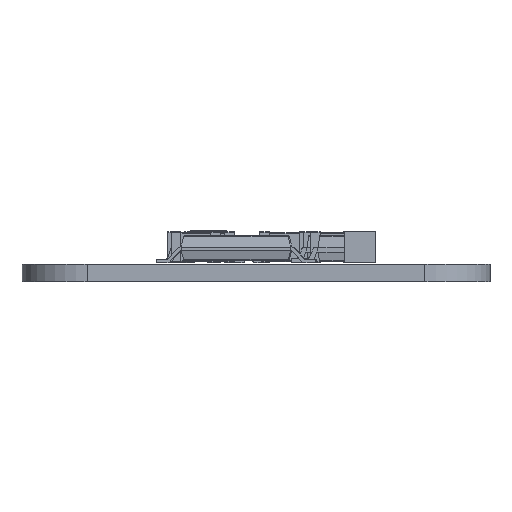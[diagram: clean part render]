
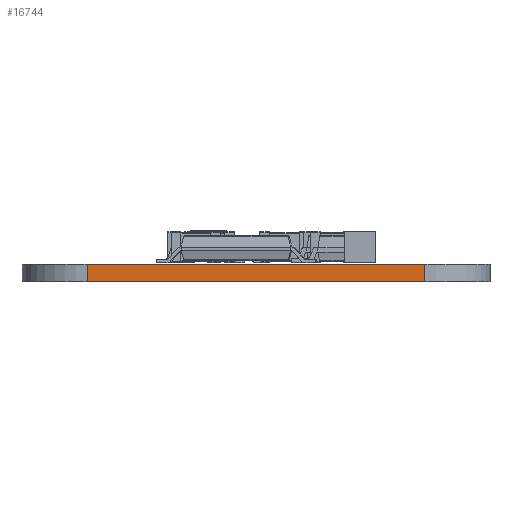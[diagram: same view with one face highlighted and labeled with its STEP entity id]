
A CAD part, front view. The second image highlights one B-rep face of the part: STEP entity #16744.
In plain terms, the highlighted planar face has unit normal (0, -1, 0).
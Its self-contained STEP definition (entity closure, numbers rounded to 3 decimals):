
#16068 = VERTEX_POINT('',#16069);
#16069 = CARTESIAN_POINT('',(0.836,-30.554,0.));
#16076 = EDGE_CURVE('',#16077,#16068,#16079,.T.);
#16077 = VERTEX_POINT('',#16078);
#16078 = CARTESIAN_POINT('',(14.404,-30.554,0.));
#16079 = LINE('',#16080,#16081);
#16080 = CARTESIAN_POINT('',(14.404,-30.554,0.));
#16081 = VECTOR('',#16082,1.);
#16082 = DIRECTION('',(-1.,0.,0.));
#16401 = VERTEX_POINT('',#16402);
#16402 = CARTESIAN_POINT('',(0.836,-30.554,0.7));
#16409 = EDGE_CURVE('',#16410,#16401,#16412,.T.);
#16410 = VERTEX_POINT('',#16411);
#16411 = CARTESIAN_POINT('',(14.404,-30.554,0.7));
#16412 = LINE('',#16413,#16414);
#16413 = CARTESIAN_POINT('',(14.404,-30.554,0.7));
#16414 = VECTOR('',#16415,1.);
#16415 = DIRECTION('',(-1.,0.,0.));
#16716 = EDGE_CURVE('',#16077,#16410,#16717,.T.);
#16717 = LINE('',#16718,#16719);
#16718 = CARTESIAN_POINT('',(14.404,-30.554,0.));
#16719 = VECTOR('',#16720,1.);
#16720 = DIRECTION('',(0.,0.,1.));
#16744 = ADVANCED_FACE('',(#16745),#16756,.T.);
#16745 = FACE_BOUND('',#16746,.T.);
#16746 = EDGE_LOOP('',(#16747,#16748,#16749,#16755));
#16747 = ORIENTED_EDGE('',*,*,#16716,.T.);
#16748 = ORIENTED_EDGE('',*,*,#16409,.T.);
#16749 = ORIENTED_EDGE('',*,*,#16750,.F.);
#16750 = EDGE_CURVE('',#16068,#16401,#16751,.T.);
#16751 = LINE('',#16752,#16753);
#16752 = CARTESIAN_POINT('',(0.836,-30.554,0.));
#16753 = VECTOR('',#16754,1.);
#16754 = DIRECTION('',(0.,0.,1.));
#16755 = ORIENTED_EDGE('',*,*,#16076,.F.);
#16756 = PLANE('',#16757);
#16757 = AXIS2_PLACEMENT_3D('',#16758,#16759,#16760);
#16758 = CARTESIAN_POINT('',(14.404,-30.554,0.));
#16759 = DIRECTION('',(0.,-1.,0.));
#16760 = DIRECTION('',(-1.,0.,0.));
